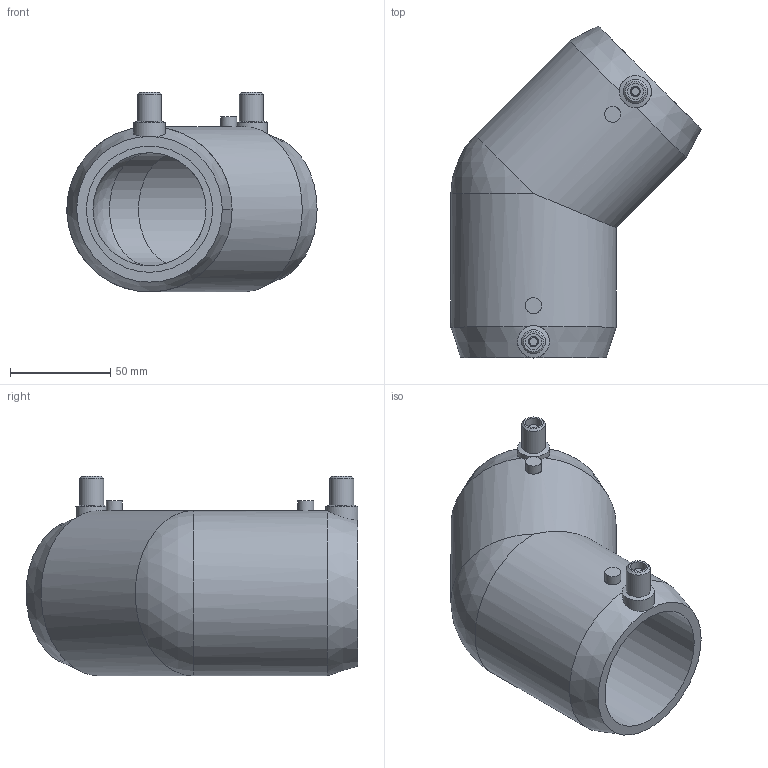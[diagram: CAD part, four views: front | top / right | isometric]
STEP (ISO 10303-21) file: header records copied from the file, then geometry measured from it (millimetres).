
FILE_DESCRIPTION(/* description */ ('PE100 Electro 45° Elbow, Ø63, SDR17/SDR11'),/* implementation_level */ '2;1');
FILE_NAME(/* name */ 'HELE-RC-063',/* time_stamp */ '2021-10-26T10:04:02+02:00',/* author */ ('COAB Solutions'),/* organization */ ('GPA Flowsystem'),/* preprocessor_version */ '',/* originating_system */ 'www.coabsolutions.com',/* authorisation */ '');
FILE_SCHEMA (('AUTOMOTIVE_DESIGN { 1 0 10303 214 3 1 1 }'));
Length unit declared in the file: millimetre
Products named in the file (1): HELE-RC-063
Bounding box: 124.95 x 165.7 x 99.75 mm (x, y, z)
Volume: 375103.7 mm3; surface area: 80008.9 mm2
Topology: 1 solids, 1 shells, 39 faces, 75 edges, 46 vertices
Faces by surface type: cylinder 16, plane 12, cone 9, sphere 2
Full cylindrical faces by diameter (mm): 5 x2, 8 x4, 12 x2, 16 x2, 56.5 x2, 63 x2, 82.5 x2
Entity records: 1167 total; most frequent: CARTESIAN_POINT 315, DIRECTION 186, ORIENTED_EDGE 150, AXIS2_PLACEMENT_3D 81, EDGE_CURVE 75, EDGE_LOOP 49, VERTEX_POINT 46, FACE_OUTER_BOUND 39
